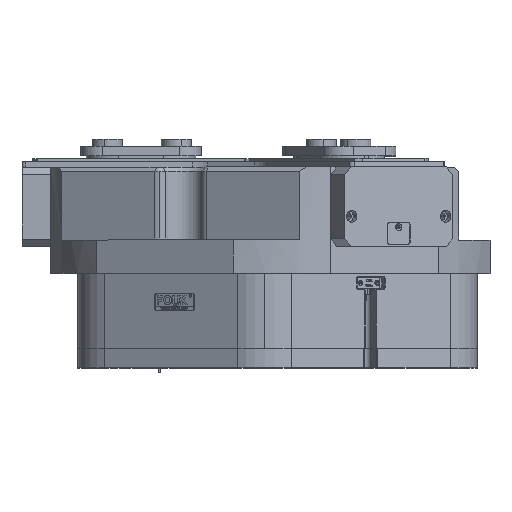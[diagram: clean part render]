
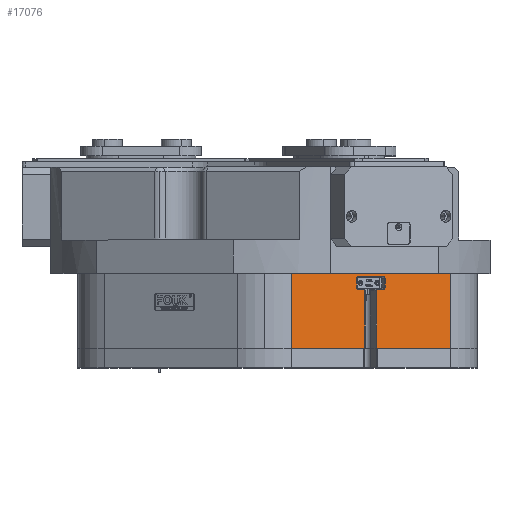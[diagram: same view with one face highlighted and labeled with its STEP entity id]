
A CAD part, top view. The second image highlights one B-rep face of the part: STEP entity #17076.
In plain terms, the highlighted planar face has unit normal (0.5, 0, 0.866).
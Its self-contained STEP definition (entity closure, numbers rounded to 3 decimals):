
#461 = CARTESIAN_POINT ( 'NONE',  ( 364., 70., 0. ) ) ;
#568 = AXIS2_PLACEMENT_3D ( 'NONE', #30852, #20655, #57710 ) ;
#1218 = ORIENTED_EDGE ( 'NONE', *, *, #13836, .F. ) ;
#1252 = LINE ( 'NONE', #21594, #25280 ) ;
#1359 = CARTESIAN_POINT ( 'NONE',  ( 84.938, 54.7, 161.117 ) ) ;
#1661 = PLANE ( 'NONE',  #26311 ) ;
#1836 = VERTEX_POINT ( 'NONE', #47748 ) ;
#1908 = CARTESIAN_POINT ( 'NONE',  ( 364., 0., 0. ) ) ;
#2253 = ORIENTED_EDGE ( 'NONE', *, *, #61495, .T. ) ;
#2781 = VECTOR ( 'NONE', #66771, 1000. ) ;
#3016 = EDGE_CURVE ( 'NONE', #47812, #1836, #39757, .T. ) ;
#3390 = VECTOR ( 'NONE', #17843, 1000. ) ;
#3486 = CARTESIAN_POINT ( 'NONE',  ( 165., 70., 114.893 ) ) ;
#3615 = VERTEX_POINT ( 'NONE', #42424 ) ;
#4750 = VERTEX_POINT ( 'NONE', #1359 ) ;
#5288 = VECTOR ( 'NONE', #49719, 1000. ) ;
#7310 = EDGE_CURVE ( 'NONE', #23195, #1836, #59605, .T. ) ;
#7403 = DIRECTION ( 'NONE',  ( 0.5, 0., 0.866 ) ) ;
#8494 = DIRECTION ( 'NONE',  ( 0.866, 0., -0.5 ) ) ;
#8921 = LINE ( 'NONE', #34086, #61067 ) ;
#11116 = ORIENTED_EDGE ( 'NONE', *, *, #37581, .T. ) ;
#11340 = ORIENTED_EDGE ( 'NONE', *, *, #3016, .F. ) ;
#11511 = VECTOR ( 'NONE', #23785, 1000. ) ;
#11807 = DIRECTION ( 'NONE',  ( 0.866, 0., -0.5 ) ) ;
#12039 = EDGE_CURVE ( 'NONE', #4750, #66970, #53262, .T. ) ;
#12571 = LINE ( 'NONE', #1908, #3390 ) ;
#13611 = LINE ( 'NONE', #39547, #23538 ) ;
#13621 = LINE ( 'NONE', #55027, #5288 ) ;
#13698 = VERTEX_POINT ( 'NONE', #54487 ) ;
#13836 = EDGE_CURVE ( 'NONE', #54890, #13864, #12571, .T. ) ;
#13864 = VERTEX_POINT ( 'NONE', #66662 ) ;
#13981 = EDGE_CURVE ( 'NONE', #47812, #3615, #40958, .T. ) ;
#15207 = VERTEX_POINT ( 'NONE', #37111 ) ;
#15237 = DIRECTION ( 'NONE',  ( -0.866, 0., 0.5 ) ) ;
#15411 = CIRCLE ( 'NONE', #568, 2.3 ) ;
#16679 = EDGE_CURVE ( 'NONE', #68080, #66482, #15411, .T. ) ;
#16874 = DIRECTION ( 'NONE',  ( -0.5, 0., -0.866 ) ) ;
#17076 = ADVANCED_FACE ( 'NONE', ( #28610 ), #1661, .T. ) ;
#17320 = ORIENTED_EDGE ( 'NONE', *, *, #32683, .T. ) ;
#17579 = ORIENTED_EDGE ( 'NONE', *, *, #62499, .T. ) ;
#17843 = DIRECTION ( 'NONE',  ( -0.866, 0., 0.5 ) ) ;
#18312 = DIRECTION ( 'NONE',  ( 0., -1., 0. ) ) ;
#18812 = CARTESIAN_POINT ( 'NONE',  ( 165., 0., 114.893 ) ) ;
#19776 = DIRECTION ( 'NONE',  ( 0.866, 0., -0.5 ) ) ;
#20655 = DIRECTION ( 'NONE',  ( -0.5, 0., -0.866 ) ) ;
#20755 = CARTESIAN_POINT ( 'NONE',  ( 97.062, 54., 154.117 ) ) ;
#21450 = DIRECTION ( 'NONE',  ( 0.866, 0., -0.5 ) ) ;
#21594 = CARTESIAN_POINT ( 'NONE',  ( 77.75, 65., 165.267 ) ) ;
#21808 = CARTESIAN_POINT ( 'NONE',  ( 79.742, 54.7, 164.117 ) ) ;
#22676 = AXIS2_PLACEMENT_3D ( 'NONE', #26539, #41613, #57794 ) ;
#22690 = CARTESIAN_POINT ( 'NONE',  ( 104.25, 65., 149.967 ) ) ;
#22911 = CARTESIAN_POINT ( 'NONE',  ( 77.75, 57., 165.267 ) ) ;
#23195 = VERTEX_POINT ( 'NONE', #59472 ) ;
#23345 = EDGE_CURVE ( 'NONE', #58982, #15207, #13611, .T. ) ;
#23538 = VECTOR ( 'NONE', #61270, 1000. ) ;
#23785 = DIRECTION ( 'NONE',  ( 0., 1., 0. ) ) ;
#25280 = VECTOR ( 'NONE', #37367, 1000. ) ;
#26311 = AXIS2_PLACEMENT_3D ( 'NONE', #49384, #7403, #49829 ) ;
#26359 = ORIENTED_EDGE ( 'NONE', *, *, #30150, .T. ) ;
#26513 = EDGE_CURVE ( 'NONE', #66970, #37301, #54813, .T. ) ;
#26539 = CARTESIAN_POINT ( 'NONE',  ( 84.938, 54., 161.117 ) ) ;
#28107 = ORIENTED_EDGE ( 'NONE', *, *, #13981, .T. ) ;
#28371 = VECTOR ( 'NONE', #54372, 1000. ) ;
#28610 = FACE_OUTER_BOUND ( 'NONE', #54068, .T. ) ;
#29539 = VERTEX_POINT ( 'NONE', #22690 ) ;
#29792 = DIRECTION ( 'NONE',  ( -0.5, 0., -0.866 ) ) ;
#30150 = EDGE_CURVE ( 'NONE', #29539, #68080, #64852, .T. ) ;
#30305 = ORIENTED_EDGE ( 'NONE', *, *, #7310, .T. ) ;
#30852 = CARTESIAN_POINT ( 'NONE',  ( 102.258, 57., 151.117 ) ) ;
#32411 = CIRCLE ( 'NONE', #61488, 2.3 ) ;
#32665 = CARTESIAN_POINT ( 'NONE',  ( 96.456, 0., 154.467 ) ) ;
#32683 = EDGE_CURVE ( 'NONE', #13698, #58982, #32411, .T. ) ;
#34086 = CARTESIAN_POINT ( 'NONE',  ( 17., 70., 200.341 ) ) ;
#34304 = EDGE_CURVE ( 'NONE', #15207, #29539, #66134, .T. ) ;
#34848 = CARTESIAN_POINT ( 'NONE',  ( 104.25, 57., 149.967 ) ) ;
#36351 = AXIS2_PLACEMENT_3D ( 'NONE', #20755, #58748, #21450 ) ;
#37111 = CARTESIAN_POINT ( 'NONE',  ( 102.258, 67.3, 151.117 ) ) ;
#37301 = VERTEX_POINT ( 'NONE', #22911 ) ;
#37367 = DIRECTION ( 'NONE',  ( 0., 1., 0. ) ) ;
#37581 = EDGE_CURVE ( 'NONE', #53951, #23195, #52601, .T. ) ;
#37797 = EDGE_CURVE ( 'NONE', #66482, #53951, #13621, .T. ) ;
#38255 = ORIENTED_EDGE ( 'NONE', *, *, #26513, .T. ) ;
#38732 = CIRCLE ( 'NONE', #22676, 0.7 ) ;
#39147 = VECTOR ( 'NONE', #46357, 1000. ) ;
#39547 = CARTESIAN_POINT ( 'NONE',  ( 364., 67.3, 0. ) ) ;
#39757 = LINE ( 'NONE', #42119, #59617 ) ;
#40468 = CARTESIAN_POINT ( 'NONE',  ( 79.742, 57., 164.117 ) ) ;
#40659 = DIRECTION ( 'NONE',  ( -0.5, 0., -0.866 ) ) ;
#40816 = EDGE_CURVE ( 'NONE', #37301, #13698, #1252, .T. ) ;
#40958 = LINE ( 'NONE', #3486, #39147 ) ;
#41613 = DIRECTION ( 'NONE',  ( 0.5, 0., 0.866 ) ) ;
#42119 = CARTESIAN_POINT ( 'NONE',  ( 364., 0., 0. ) ) ;
#42424 = CARTESIAN_POINT ( 'NONE',  ( 165., 70., 114.893 ) ) ;
#43031 = CARTESIAN_POINT ( 'NONE',  ( 85.544, 54., 160.767 ) ) ;
#43099 = ORIENTED_EDGE ( 'NONE', *, *, #43683, .T. ) ;
#43335 = DIRECTION ( 'NONE',  ( 0., -1., 0. ) ) ;
#43516 = DIRECTION ( 'NONE',  ( -0.866, 0., 0.5 ) ) ;
#43683 = EDGE_CURVE ( 'NONE', #3615, #47092, #61960, .T. ) ;
#43889 = VECTOR ( 'NONE', #43335, 1000. ) ;
#45452 = CARTESIAN_POINT ( 'NONE',  ( 85.544, 0., 160.767 ) ) ;
#45515 = CARTESIAN_POINT ( 'NONE',  ( 102.258, 54.7, 151.117 ) ) ;
#46357 = DIRECTION ( 'NONE',  ( 0., 1., 0. ) ) ;
#47092 = VERTEX_POINT ( 'NONE', #62852 ) ;
#47748 = CARTESIAN_POINT ( 'NONE',  ( 96.456, 0., 154.467 ) ) ;
#47812 = VERTEX_POINT ( 'NONE', #18812 ) ;
#47995 = ORIENTED_EDGE ( 'NONE', *, *, #16679, .T. ) ;
#48436 = CARTESIAN_POINT ( 'NONE',  ( 104.25, 57., 149.967 ) ) ;
#48635 = CARTESIAN_POINT ( 'NONE',  ( 79.742, 65., 164.117 ) ) ;
#49384 = CARTESIAN_POINT ( 'NONE',  ( 364., 70., 0. ) ) ;
#49719 = DIRECTION ( 'NONE',  ( -0.866, 0., 0.5 ) ) ;
#49829 = DIRECTION ( 'NONE',  ( 0.866, 0., -0.5 ) ) ;
#51391 = AXIS2_PLACEMENT_3D ( 'NONE', #62855, #40659, #19776 ) ;
#51461 = ORIENTED_EDGE ( 'NONE', *, *, #62695, .T. ) ;
#52025 = VECTOR ( 'NONE', #43516, 1000. ) ;
#52236 = VERTEX_POINT ( 'NONE', #43031 ) ;
#52601 = CIRCLE ( 'NONE', #36351, 0.7 ) ;
#53262 = LINE ( 'NONE', #54142, #28371 ) ;
#53951 = VERTEX_POINT ( 'NONE', #59815 ) ;
#54068 = EDGE_LOOP ( 'NONE', ( #1218, #17579, #51461, #57746, #38255, #62139, #17320, #61404, #63685, #26359, #47995, #67508, #11116, #30305, #11340, #28107, #43099, #2253 ) ) ;
#54142 = CARTESIAN_POINT ( 'NONE',  ( 79.742, 54.7, 164.117 ) ) ;
#54372 = DIRECTION ( 'NONE',  ( -0.866, 0., 0.5 ) ) ;
#54487 = CARTESIAN_POINT ( 'NONE',  ( 77.75, 65., 165.267 ) ) ;
#54813 = CIRCLE ( 'NONE', #68359, 2.3 ) ;
#54890 = VERTEX_POINT ( 'NONE', #45452 ) ;
#55027 = CARTESIAN_POINT ( 'NONE',  ( 97.062, 54.7, 154.117 ) ) ;
#55529 = CARTESIAN_POINT ( 'NONE',  ( 85.544, 54., 160.767 ) ) ;
#57710 = DIRECTION ( 'NONE',  ( 0.866, 0., -0.5 ) ) ;
#57746 = ORIENTED_EDGE ( 'NONE', *, *, #12039, .T. ) ;
#57794 = DIRECTION ( 'NONE',  ( 0.866, 0., -0.5 ) ) ;
#58748 = DIRECTION ( 'NONE',  ( 0.5, 0., 0.866 ) ) ;
#58982 = VERTEX_POINT ( 'NONE', #62633 ) ;
#59472 = CARTESIAN_POINT ( 'NONE',  ( 96.456, 54., 154.467 ) ) ;
#59605 = LINE ( 'NONE', #32665, #43889 ) ;
#59617 = VECTOR ( 'NONE', #15237, 1000. ) ;
#59815 = CARTESIAN_POINT ( 'NONE',  ( 97.062, 54.7, 154.117 ) ) ;
#61067 = VECTOR ( 'NONE', #18312, 1000. ) ;
#61151 = LINE ( 'NONE', #55529, #11511 ) ;
#61270 = DIRECTION ( 'NONE',  ( 0.866, 0., -0.5 ) ) ;
#61404 = ORIENTED_EDGE ( 'NONE', *, *, #23345, .T. ) ;
#61488 = AXIS2_PLACEMENT_3D ( 'NONE', #48635, #16874, #11807 ) ;
#61495 = EDGE_CURVE ( 'NONE', #47092, #13864, #8921, .T. ) ;
#61960 = LINE ( 'NONE', #461, #52025 ) ;
#62139 = ORIENTED_EDGE ( 'NONE', *, *, #40816, .T. ) ;
#62499 = EDGE_CURVE ( 'NONE', #54890, #52236, #61151, .T. ) ;
#62633 = CARTESIAN_POINT ( 'NONE',  ( 79.742, 67.3, 164.117 ) ) ;
#62695 = EDGE_CURVE ( 'NONE', #52236, #4750, #38732, .T. ) ;
#62852 = CARTESIAN_POINT ( 'NONE',  ( 17., 70., 200.341 ) ) ;
#62855 = CARTESIAN_POINT ( 'NONE',  ( 102.258, 65., 151.117 ) ) ;
#63685 = ORIENTED_EDGE ( 'NONE', *, *, #34304, .T. ) ;
#64852 = LINE ( 'NONE', #34848, #2781 ) ;
#66134 = CIRCLE ( 'NONE', #51391, 2.3 ) ;
#66482 = VERTEX_POINT ( 'NONE', #45515 ) ;
#66662 = CARTESIAN_POINT ( 'NONE',  ( 17., 0., 200.341 ) ) ;
#66771 = DIRECTION ( 'NONE',  ( 0., -1., 0. ) ) ;
#66970 = VERTEX_POINT ( 'NONE', #21808 ) ;
#67508 = ORIENTED_EDGE ( 'NONE', *, *, #37797, .T. ) ;
#68080 = VERTEX_POINT ( 'NONE', #48436 ) ;
#68359 = AXIS2_PLACEMENT_3D ( 'NONE', #40468, #29792, #8494 ) ;
